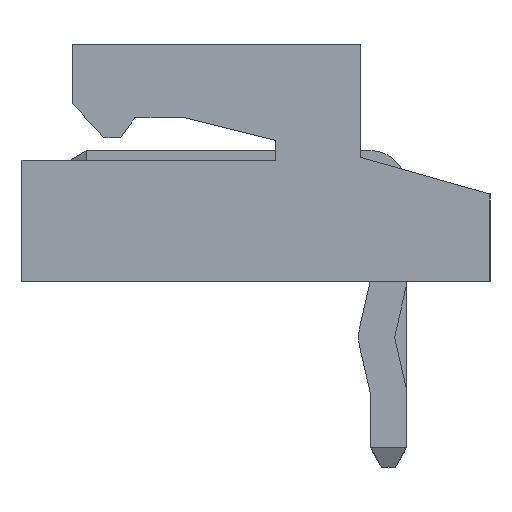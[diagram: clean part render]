
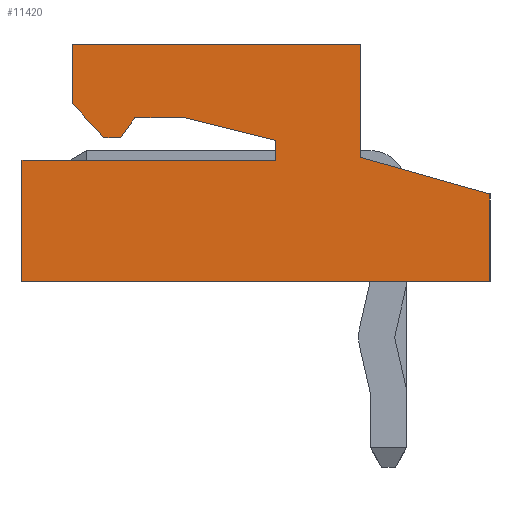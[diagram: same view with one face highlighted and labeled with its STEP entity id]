
A CAD part, left-side view. The second image highlights one B-rep face of the part: STEP entity #11420.
In plain terms, the highlighted planar face has unit normal (-1, 0, 0).
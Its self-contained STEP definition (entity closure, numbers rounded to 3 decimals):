
#1055=ORIENTED_EDGE('',*,*,#2806,.F.);
#1056=ORIENTED_EDGE('',*,*,#3027,.T.);
#1057=ORIENTED_EDGE('',*,*,#3028,.T.);
#1058=ORIENTED_EDGE('',*,*,#3029,.T.);
#1059=ORIENTED_EDGE('',*,*,#3030,.T.);
#1060=ORIENTED_EDGE('',*,*,#3031,.F.);
#1061=ORIENTED_EDGE('',*,*,#3032,.T.);
#1062=ORIENTED_EDGE('',*,*,#2826,.F.);
#1063=ORIENTED_EDGE('',*,*,#2823,.F.);
#1064=ORIENTED_EDGE('',*,*,#2820,.F.);
#1065=ORIENTED_EDGE('',*,*,#2817,.F.);
#1066=ORIENTED_EDGE('',*,*,#2814,.F.);
#1067=ORIENTED_EDGE('',*,*,#2811,.F.);
#1068=ORIENTED_EDGE('',*,*,#3033,.F.);
#2806=EDGE_CURVE('',#3852,#3853,#4690,.T.);
#2811=EDGE_CURVE('',#3856,#3857,#4695,.T.);
#2814=EDGE_CURVE('',#3857,#3859,#4698,.T.);
#2817=EDGE_CURVE('',#3859,#3861,#4701,.T.);
#2820=EDGE_CURVE('',#3861,#3863,#4704,.T.);
#2823=EDGE_CURVE('',#3863,#3865,#4707,.T.);
#2826=EDGE_CURVE('',#3865,#3867,#4710,.T.);
#3027=EDGE_CURVE('',#3852,#4020,#4911,.T.);
#3028=EDGE_CURVE('',#4020,#4021,#4912,.T.);
#3029=EDGE_CURVE('',#4021,#4022,#4913,.T.);
#3030=EDGE_CURVE('',#4022,#4023,#4914,.T.);
#3031=EDGE_CURVE('',#4024,#4023,#4915,.T.);
#3032=EDGE_CURVE('',#4024,#3867,#4916,.T.);
#3033=EDGE_CURVE('',#3853,#3856,#4917,.T.);
#3852=VERTEX_POINT('',#15080);
#3853=VERTEX_POINT('',#15082);
#3856=VERTEX_POINT('',#15090);
#3857=VERTEX_POINT('',#15092);
#3859=VERTEX_POINT('',#15098);
#3861=VERTEX_POINT('',#15104);
#3863=VERTEX_POINT('',#15110);
#3865=VERTEX_POINT('',#15116);
#3867=VERTEX_POINT('',#15122);
#4020=VERTEX_POINT('',#15542);
#4021=VERTEX_POINT('',#15544);
#4022=VERTEX_POINT('',#15546);
#4023=VERTEX_POINT('',#15548);
#4024=VERTEX_POINT('',#15550);
#4690=LINE('',#15081,#5792);
#4695=LINE('',#15091,#5797);
#4698=LINE('',#15097,#5800);
#4701=LINE('',#15103,#5803);
#4704=LINE('',#15109,#5806);
#4707=LINE('',#15115,#5809);
#4710=LINE('',#15121,#5812);
#4911=LINE('',#15541,#6013);
#4912=LINE('',#15543,#6014);
#4913=LINE('',#15545,#6015);
#4914=LINE('',#15547,#6016);
#4915=LINE('',#15549,#6017);
#4916=LINE('',#15551,#6018);
#4917=LINE('',#15552,#6019);
#5792=VECTOR('',#12868,1000.);
#5797=VECTOR('',#12875,1000.);
#5800=VECTOR('',#12880,1000.);
#5803=VECTOR('',#12885,1000.);
#5806=VECTOR('',#12890,1000.);
#5809=VECTOR('',#12895,1000.);
#5812=VECTOR('',#12900,1000.);
#6013=VECTOR('',#13233,1000.);
#6014=VECTOR('',#13234,1000.);
#6015=VECTOR('',#13235,1000.);
#6016=VECTOR('',#13236,1000.);
#6017=VECTOR('',#13237,1000.);
#6018=VECTOR('',#13238,1000.);
#6019=VECTOR('',#13239,1000.);
#6799=EDGE_LOOP('',(#1055,#1056,#1057,#1058,#1059,#1060,#1061,#1062,#1063,
#1064,#1065,#1066,#1067,#1068));
#7281=FACE_BOUND('',#6799,.T.);
#7738=PLANE('',#11933);
#11420=ADVANCED_FACE('',(#7281),#7738,.T.);
#11933=AXIS2_PLACEMENT_3D('',#15540,#13231,#13232);
#12868=DIRECTION('',(0.,0.,-1.));
#12875=DIRECTION('',(0.,-0.243,0.97));
#12880=DIRECTION('',(0.,0.,1.));
#12885=DIRECTION('',(0.,0.814,0.581));
#12890=DIRECTION('',(0.,0.,1.));
#12895=DIRECTION('',(0.,-0.737,0.676));
#12900=DIRECTION('',(0.,-1.,0.));
#13231=DIRECTION('',(-1.,0.,0.));
#13232=DIRECTION('',(0.,0.,1.));
#13233=DIRECTION('',(0.,1.,0.));
#13234=DIRECTION('',(0.,0.,-1.));
#13235=DIRECTION('',(0.,-1.,0.));
#13236=DIRECTION('',(0.,-0.272,0.962));
#13237=DIRECTION('',(0.,1.,0.));
#13238=DIRECTION('',(0.,0.,1.));
#13239=DIRECTION('',(0.,-1.,0.));
#15080=CARTESIAN_POINT('',(-13.75,0.15,3.));
#15081=CARTESIAN_POINT('',(-13.75,0.15,-1.5));
#15082=CARTESIAN_POINT('',(-13.75,0.15,-1.5));
#15090=CARTESIAN_POINT('',(-13.75,-0.2,-1.5));
#15091=CARTESIAN_POINT('',(-13.75,-0.2,-1.5));
#15092=CARTESIAN_POINT('',(-13.75,-0.6,0.1));
#15097=CARTESIAN_POINT('',(-13.75,-0.6,1.));
#15098=CARTESIAN_POINT('',(-13.75,-0.6,1.));
#15103=CARTESIAN_POINT('',(-13.75,-0.25,1.25));
#15104=CARTESIAN_POINT('',(-13.75,-0.25,1.25));
#15109=CARTESIAN_POINT('',(-13.75,-0.25,1.55));
#15110=CARTESIAN_POINT('',(-13.75,-0.25,1.55));
#15115=CARTESIAN_POINT('',(-13.75,-0.25,1.55));
#15116=CARTESIAN_POINT('',(-13.75,-0.85,2.1));
#15121=CARTESIAN_POINT('',(-13.75,-0.85,2.1));
#15122=CARTESIAN_POINT('',(-13.75,-1.9,2.1));
#15540=CARTESIAN_POINT('',(-13.75,-1.9,-3.));
#15541=CARTESIAN_POINT('',(-13.75,-1.9,3.));
#15542=CARTESIAN_POINT('',(-13.75,2.3,3.));
#15543=CARTESIAN_POINT('',(-13.75,2.3,3.));
#15544=CARTESIAN_POINT('',(-13.75,2.3,-5.3));
#15545=CARTESIAN_POINT('',(-13.75,2.3,-5.3));
#15546=CARTESIAN_POINT('',(-13.75,0.75,-5.3));
#15547=CARTESIAN_POINT('',(-13.75,0.75,-5.3));
#15548=CARTESIAN_POINT('',(-13.75,0.1,-3.));
#15549=CARTESIAN_POINT('',(-13.75,-1.9,-3.));
#15550=CARTESIAN_POINT('',(-13.75,-1.9,-3.));
#15551=CARTESIAN_POINT('',(-13.75,-1.9,-3.));
#15552=CARTESIAN_POINT('',(-13.75,0.15,-1.5));
